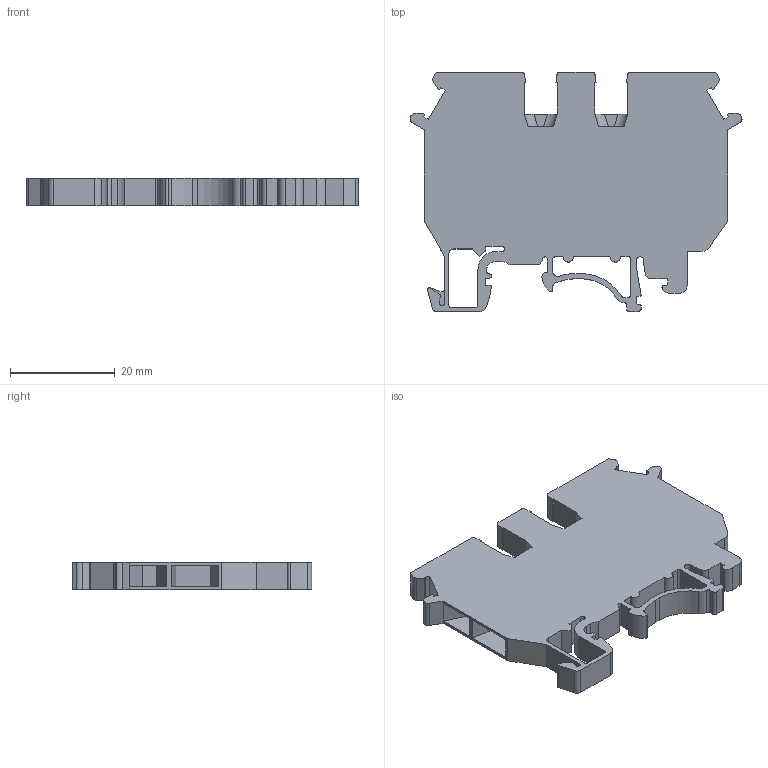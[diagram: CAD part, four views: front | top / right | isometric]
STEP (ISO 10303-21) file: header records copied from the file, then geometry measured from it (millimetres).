
FILE_DESCRIPTION(('STEP AP203'), '1');
FILE_NAME('MTU-FO2.5BL_3D', '2026-02-09T10:05:49', (' '), (' '), 'C3D Converter', 'C3D Toolkit', '');
FILE_SCHEMA(('CONFIG_CONTROL_DESIGN'));
Length unit declared in the file: millimetre
Bounding box: 63.5 x 45.8 x 5.2 mm (x, y, z)
Surface area: 6596.7 mm2 (no closed solid volume)
Topology: 0 solids, 1 shells, 193 faces, 556 edges, 370 vertices
Faces by surface type: plane 125, cylinder 68
Full cylindrical faces by diameter (mm): 3.9 x3
Entity records: 7905 total; most frequent: CARTESIAN_POINT 1141, ORIENTED_EDGE 1103, DIRECTION 1068, EDGE_CURVE 553, LINE 410, VECTOR 410, VERTEX_POINT 370, AXIS2_PLACEMENT_3D 329
